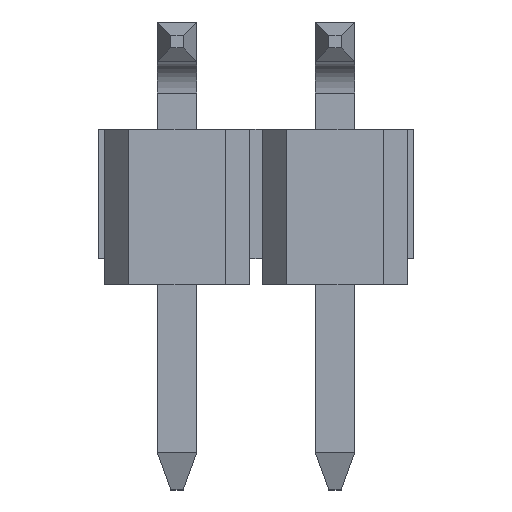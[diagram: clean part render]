
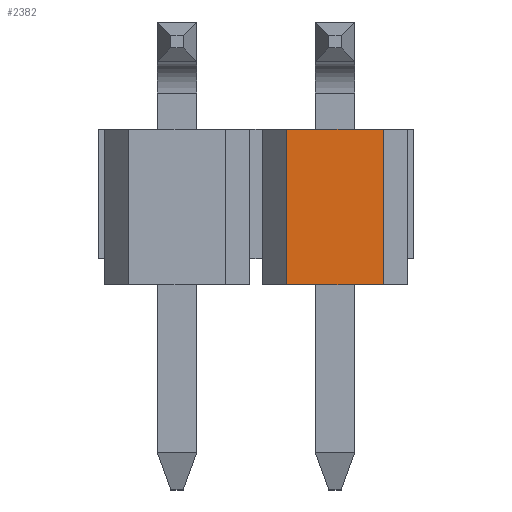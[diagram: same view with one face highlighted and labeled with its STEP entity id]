
A CAD part, top view. The second image highlights one B-rep face of the part: STEP entity #2382.
In plain terms, the highlighted planar face has unit normal (0, 0, 1).
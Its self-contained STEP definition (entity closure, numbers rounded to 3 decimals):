
#707 = PLANE('',#708);
#708 = AXIS2_PLACEMENT_3D('',#709,#710,#711);
#709 = CARTESIAN_POINT('',(0.,2.5,0.));
#710 = DIRECTION('',(0.,1.,0.));
#711 = DIRECTION('',(-1.,0.,0.));
#1596 = VERTEX_POINT('',#1597);
#1597 = CARTESIAN_POINT('',(-2.046,2.5,1.25));
#1611 = PLANE('',#1612);
#1612 = AXIS2_PLACEMENT_3D('',#1613,#1614,#1615);
#1613 = CARTESIAN_POINT('',(-2.04,2.5,1.257));
#1614 = DIRECTION('',(0.769,0.,-0.639));
#1615 = DIRECTION('',(0.639,0.,0.769));
#1623 = EDGE_CURVE('',#1596,#1624,#1626,.T.);
#1624 = VERTEX_POINT('',#1625);
#1625 = CARTESIAN_POINT('',(-0.494,2.5,1.25));
#1626 = SURFACE_CURVE('',#1627,(#1631,#1638),.PCURVE_S1.);
#1627 = LINE('',#1628,#1629);
#1628 = CARTESIAN_POINT('',(-2.046,2.5,1.25));
#1629 = VECTOR('',#1630,1.);
#1630 = DIRECTION('',(1.,0.,0.));
#1631 = PCURVE('',#707,#1632);
#1632 = DEFINITIONAL_REPRESENTATION('',(#1633),#1637);
#1633 = LINE('',#1634,#1635);
#1634 = CARTESIAN_POINT('',(2.046,1.25));
#1635 = VECTOR('',#1636,1.);
#1636 = DIRECTION('',(-1.,0.));
#1637 = ( GEOMETRIC_REPRESENTATION_CONTEXT(2) 
PARAMETRIC_REPRESENTATION_CONTEXT() REPRESENTATION_CONTEXT('2D SPACE',''
  ) );
#1638 = PCURVE('',#1639,#1644);
#1639 = PLANE('',#1640);
#1640 = AXIS2_PLACEMENT_3D('',#1641,#1642,#1643);
#1641 = CARTESIAN_POINT('',(-5.08,0.,1.25));
#1642 = DIRECTION('',(0.,0.,1.));
#1643 = DIRECTION('',(-1.,0.,0.));
#1644 = DEFINITIONAL_REPRESENTATION('',(#1645),#1649);
#1645 = LINE('',#1646,#1647);
#1646 = CARTESIAN_POINT('',(-3.034,-2.5));
#1647 = VECTOR('',#1648,1.);
#1648 = DIRECTION('',(-1.,0.));
#1649 = ( GEOMETRIC_REPRESENTATION_CONTEXT(2) 
PARAMETRIC_REPRESENTATION_CONTEXT() REPRESENTATION_CONTEXT('2D SPACE',''
  ) );
#1667 = PLANE('',#1668);
#1668 = AXIS2_PLACEMENT_3D('',#1669,#1670,#1671);
#1669 = CARTESIAN_POINT('',(-0.1,2.5,0.775));
#1670 = DIRECTION('',(-0.769,0.,-0.639));
#1671 = DIRECTION('',(0.639,0.,-0.769));
#2252 = EDGE_CURVE('',#2253,#1624,#2255,.T.);
#2253 = VERTEX_POINT('',#2254);
#2254 = CARTESIAN_POINT('',(-0.494,0.,1.25));
#2255 = SURFACE_CURVE('',#2256,(#2260,#2267),.PCURVE_S1.);
#2256 = LINE('',#2257,#2258);
#2257 = CARTESIAN_POINT('',(-0.494,0.,1.25));
#2258 = VECTOR('',#2259,1.);
#2259 = DIRECTION('',(0.,1.,0.));
#2260 = PCURVE('',#1667,#2261);
#2261 = DEFINITIONAL_REPRESENTATION('',(#2262),#2266);
#2262 = LINE('',#2263,#2264);
#2263 = CARTESIAN_POINT('',(-0.617,2.5));
#2264 = VECTOR('',#2265,1.);
#2265 = DIRECTION('',(0.,-1.));
#2266 = ( GEOMETRIC_REPRESENTATION_CONTEXT(2) 
PARAMETRIC_REPRESENTATION_CONTEXT() REPRESENTATION_CONTEXT('2D SPACE',''
  ) );
#2267 = PCURVE('',#1639,#2268);
#2268 = DEFINITIONAL_REPRESENTATION('',(#2269),#2273);
#2269 = LINE('',#2270,#2271);
#2270 = CARTESIAN_POINT('',(-4.586,0.));
#2271 = VECTOR('',#2272,1.);
#2272 = DIRECTION('',(0.,-1.));
#2273 = ( GEOMETRIC_REPRESENTATION_CONTEXT(2) 
PARAMETRIC_REPRESENTATION_CONTEXT() REPRESENTATION_CONTEXT('2D SPACE',''
  ) );
#2289 = PLANE('',#2290);
#2290 = AXIS2_PLACEMENT_3D('',#2291,#2292,#2293);
#2291 = CARTESIAN_POINT('',(0.,0.,0.));
#2292 = DIRECTION('',(0.,1.,0.));
#2293 = DIRECTION('',(-1.,0.,0.));
#2382 = ADVANCED_FACE('',(#2383),#1639,.T.);
#2383 = FACE_BOUND('',#2384,.T.);
#2384 = EDGE_LOOP('',(#2385,#2408,#2409,#2410));
#2385 = ORIENTED_EDGE('',*,*,#2386,.T.);
#2386 = EDGE_CURVE('',#2387,#2253,#2389,.T.);
#2387 = VERTEX_POINT('',#2388);
#2388 = CARTESIAN_POINT('',(-2.046,0.,1.25));
#2389 = SURFACE_CURVE('',#2390,(#2394,#2401),.PCURVE_S1.);
#2390 = LINE('',#2391,#2392);
#2391 = CARTESIAN_POINT('',(-2.046,0.,1.25));
#2392 = VECTOR('',#2393,1.);
#2393 = DIRECTION('',(1.,0.,0.));
#2394 = PCURVE('',#1639,#2395);
#2395 = DEFINITIONAL_REPRESENTATION('',(#2396),#2400);
#2396 = LINE('',#2397,#2398);
#2397 = CARTESIAN_POINT('',(-3.034,0.));
#2398 = VECTOR('',#2399,1.);
#2399 = DIRECTION('',(-1.,0.));
#2400 = ( GEOMETRIC_REPRESENTATION_CONTEXT(2) 
PARAMETRIC_REPRESENTATION_CONTEXT() REPRESENTATION_CONTEXT('2D SPACE',''
  ) );
#2401 = PCURVE('',#2289,#2402);
#2402 = DEFINITIONAL_REPRESENTATION('',(#2403),#2407);
#2403 = LINE('',#2404,#2405);
#2404 = CARTESIAN_POINT('',(2.046,1.25));
#2405 = VECTOR('',#2406,1.);
#2406 = DIRECTION('',(-1.,0.));
#2407 = ( GEOMETRIC_REPRESENTATION_CONTEXT(2) 
PARAMETRIC_REPRESENTATION_CONTEXT() REPRESENTATION_CONTEXT('2D SPACE',''
  ) );
#2408 = ORIENTED_EDGE('',*,*,#2252,.T.);
#2409 = ORIENTED_EDGE('',*,*,#1623,.F.);
#2410 = ORIENTED_EDGE('',*,*,#2411,.F.);
#2411 = EDGE_CURVE('',#2387,#1596,#2412,.T.);
#2412 = SURFACE_CURVE('',#2413,(#2417,#2424),.PCURVE_S1.);
#2413 = LINE('',#2414,#2415);
#2414 = CARTESIAN_POINT('',(-2.046,0.,1.25));
#2415 = VECTOR('',#2416,1.);
#2416 = DIRECTION('',(0.,1.,0.));
#2417 = PCURVE('',#1639,#2418);
#2418 = DEFINITIONAL_REPRESENTATION('',(#2419),#2423);
#2419 = LINE('',#2420,#2421);
#2420 = CARTESIAN_POINT('',(-3.034,0.));
#2421 = VECTOR('',#2422,1.);
#2422 = DIRECTION('',(0.,-1.));
#2423 = ( GEOMETRIC_REPRESENTATION_CONTEXT(2) 
PARAMETRIC_REPRESENTATION_CONTEXT() REPRESENTATION_CONTEXT('2D SPACE',''
  ) );
#2424 = PCURVE('',#1611,#2425);
#2425 = DEFINITIONAL_REPRESENTATION('',(#2426),#2430);
#2426 = LINE('',#2427,#2428);
#2427 = CARTESIAN_POINT('',(-0.009,2.5));
#2428 = VECTOR('',#2429,1.);
#2429 = DIRECTION('',(0.,-1.));
#2430 = ( GEOMETRIC_REPRESENTATION_CONTEXT(2) 
PARAMETRIC_REPRESENTATION_CONTEXT() REPRESENTATION_CONTEXT('2D SPACE',''
  ) );
